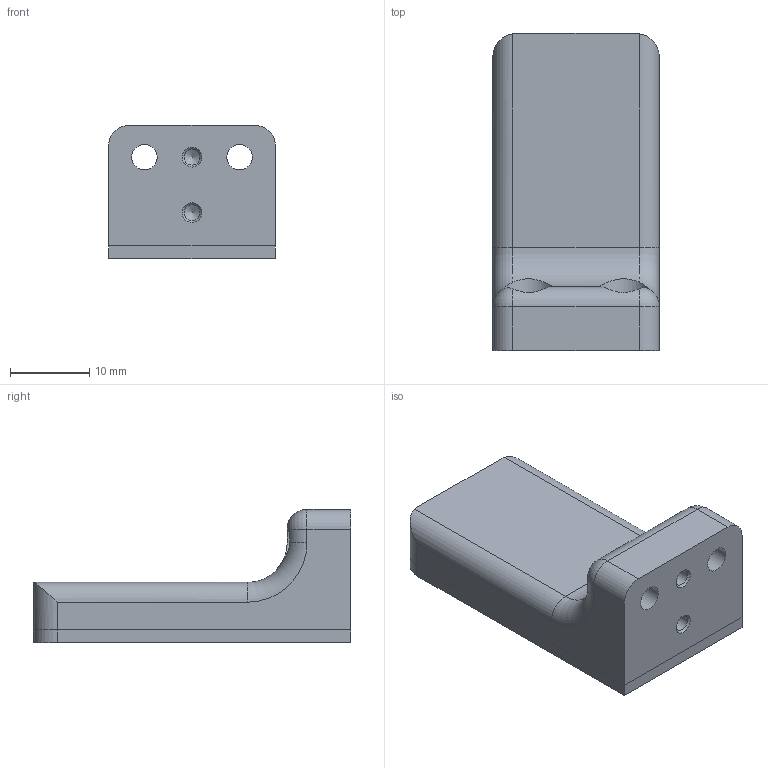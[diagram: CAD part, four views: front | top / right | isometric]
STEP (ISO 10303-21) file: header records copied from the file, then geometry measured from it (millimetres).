
FILE_DESCRIPTION (( 'STEP AP203' ), '1' );
FILE_NAME ('D-016-DOIGT_CAOUTCHOUC.STEP', '2018-10-26T13:49:06', ( '' ), ( '' ), 'SwSTEP 2.0', 'SolidWorks 2017', '' );
FILE_SCHEMA (( 'CONFIG_CONTROL_DESIGN' ));
Length unit declared in the file: millimetre
Products named in the file (1): D-016-DOIGT_CAOUTCHOUC
Bounding box: 21 x 40 x 16.79 mm (x, y, z)
Volume: 7550.3 mm3; surface area: 4852.8 mm2
Topology: 2 solids, 2 shells, 42 faces, 104 edges, 66 vertices
Faces by surface type: cylinder 18, plane 16, cone 4, torus 2, sphere 2
Full cylindrical faces by diameter (mm): 2 x2, 3.2 x2, 6.5 x2
Entity records: 1373 total; most frequent: CARTESIAN_POINT 349, DIRECTION 202, ORIENTED_EDGE 180, EDGE_CURVE 90, AXIS2_PLACEMENT_3D 81, VERTEX_POINT 62, EDGE_LOOP 56, FACE_OUTER_BOUND 48
